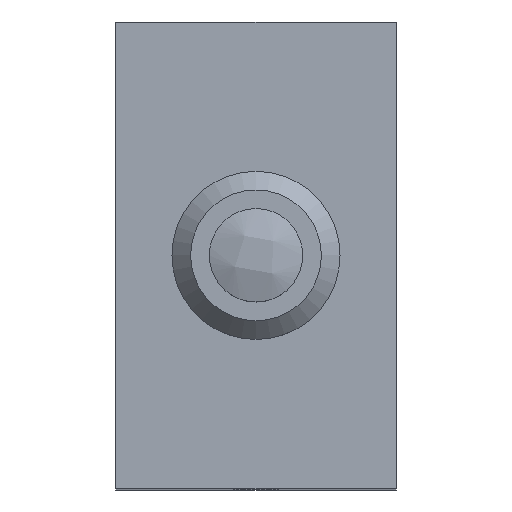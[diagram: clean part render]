
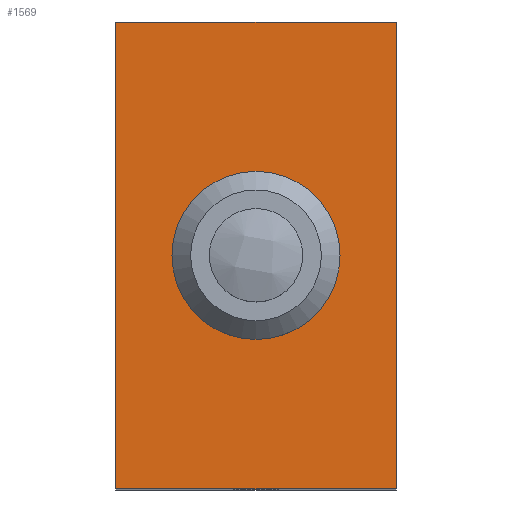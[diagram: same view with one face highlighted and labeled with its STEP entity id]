
A CAD part, top view. The second image highlights one B-rep face of the part: STEP entity #1569.
In plain terms, the highlighted planar face has unit normal (0, 0, 1).
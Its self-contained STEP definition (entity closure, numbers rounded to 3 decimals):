
#4 = VECTOR ( 'NONE', #3050, 1000. ) ;
#244 = VERTEX_POINT ( 'NONE', #403 ) ;
#245 = VERTEX_POINT ( 'NONE', #404 ) ;
#283 = VERTEX_POINT ( 'NONE', #442 ) ;
#284 = VERTEX_POINT ( 'NONE', #443 ) ;
#403 = CARTESIAN_POINT ( 'NONE',  ( 7.5, 12.5, 16. ) ) ;
#404 = CARTESIAN_POINT ( 'NONE',  ( 7.5, -12.5, 16. ) ) ;
#442 = CARTESIAN_POINT ( 'NONE',  ( -7.5, 12.5, 16. ) ) ;
#443 = CARTESIAN_POINT ( 'NONE',  ( -7.5, -12.5, 16. ) ) ;
#926 = EDGE_LOOP ( 'NONE', ( #1224 ) ) ;
#930 = EDGE_LOOP ( 'NONE', ( #1220, #1221, #1222, #1223 ) ) ;
#1220 = ORIENTED_EDGE ( 'NONE', *, *, #1452, .T. ) ;
#1221 = ORIENTED_EDGE ( 'NONE', *, *, #1646, .F. ) ;
#1222 = ORIENTED_EDGE ( 'NONE', *, *, #1643, .F. ) ;
#1223 = ORIENTED_EDGE ( 'NONE', *, *, #1645, .F. ) ;
#1224 = ORIENTED_EDGE ( 'NONE', *, *, #1449, .T. ) ;
#1449 = EDGE_CURVE ( 'NONE', #3104, #3104, #2114, .T. ) ;
#1452 = EDGE_CURVE ( 'NONE', #245, #244, #2084, .T. ) ;
#1569 = ADVANCED_FACE ( 'NONE', ( #2282, #2281 ), #2890, .T. ) ;
#1643 = EDGE_CURVE ( 'NONE', #284, #283, #2385, .T. ) ;
#1645 = EDGE_CURVE ( 'NONE', #245, #284, #2426, .T. ) ;
#1646 = EDGE_CURVE ( 'NONE', #283, #244, #2389, .T. ) ;
#1660 = AXIS2_PLACEMENT_3D ( 'NONE', #2432, #2463, #2464 ) ;
#1772 = AXIS2_PLACEMENT_3D ( 'NONE', #2889, #2891, #2892 ) ;
#2084 = LINE ( 'NONE', #2471, #2116 ) ;
#2114 = CIRCLE ( 'NONE', #1660, 4.5 ) ;
#2116 = VECTOR ( 'NONE', #2472, 1000. ) ;
#2281 = FACE_BOUND ( 'NONE', #926, .T. ) ;
#2282 = FACE_OUTER_BOUND ( 'NONE', #930, .T. ) ;
#2385 = LINE ( 'NONE', #3041, #2427 ) ;
#2389 = LINE ( 'NONE', #3049, #4 ) ;
#2426 = LINE ( 'NONE', #3046, #2428 ) ;
#2427 = VECTOR ( 'NONE', #3042, 1000. ) ;
#2428 = VECTOR ( 'NONE', #3047, 1000. ) ;
#2432 = CARTESIAN_POINT ( 'NONE',  ( 0., 0., 16. ) ) ;
#2463 = DIRECTION ( 'NONE',  ( 0., 0., -1. ) ) ;
#2464 = DIRECTION ( 'NONE',  ( -1., 0., 0. ) ) ;
#2471 = CARTESIAN_POINT ( 'NONE',  ( 7.5, 0., 16. ) ) ;
#2472 = DIRECTION ( 'NONE',  ( 0., 1., 0. ) ) ;
#2889 = CARTESIAN_POINT ( 'NONE',  ( 0., 0., 16. ) ) ;
#2890 = PLANE ( 'NONE',  #1772 ) ;
#2891 = DIRECTION ( 'NONE',  ( 0., 0., 1. ) ) ;
#2892 = DIRECTION ( 'NONE',  ( 1., 0., 0. ) ) ;
#3041 = CARTESIAN_POINT ( 'NONE',  ( -7.5, -12.5, 16. ) ) ;
#3042 = DIRECTION ( 'NONE',  ( 0., 1., 0. ) ) ;
#3046 = CARTESIAN_POINT ( 'NONE',  ( 7.5, -12.5, 16. ) ) ;
#3047 = DIRECTION ( 'NONE',  ( -1., 0., 0. ) ) ;
#3049 = CARTESIAN_POINT ( 'NONE',  ( -7.5, 12.5, 16. ) ) ;
#3050 = DIRECTION ( 'NONE',  ( 1., 0., 0. ) ) ;
#3104 = VERTEX_POINT ( 'NONE', #3105 ) ;
#3105 = CARTESIAN_POINT ( 'NONE',  ( -4.5, 0., 16. ) ) ;
